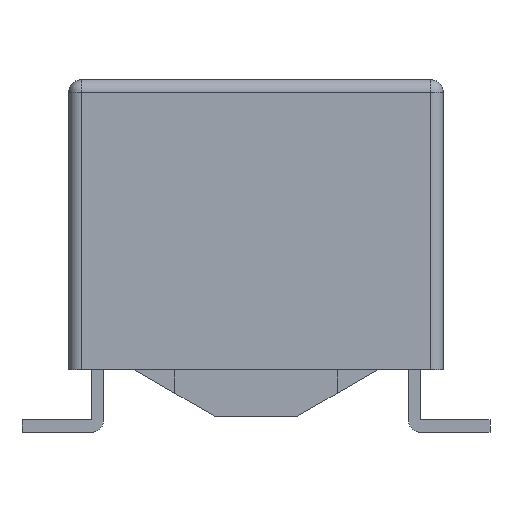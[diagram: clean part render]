
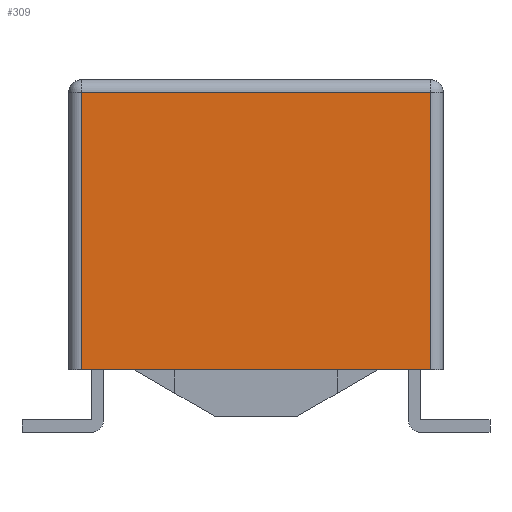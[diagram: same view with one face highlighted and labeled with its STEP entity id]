
A CAD part, left-side view. The second image highlights one B-rep face of the part: STEP entity #309.
In plain terms, the highlighted planar face has unit normal (-1, 0, 0).
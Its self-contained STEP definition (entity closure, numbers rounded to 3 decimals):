
#309=ADVANCED_FACE('',(#14034),#14036,.T.);
#14034=FACE_BOUND('',#14035,.T.);
#14035=EDGE_LOOP('',(#24815,#24816,#24817,#24818));
#14036=PLANE('',#14037);
#14037=AXIS2_PLACEMENT_3D('',#14038,#14039,#14040);
#14038=CARTESIAN_POINT('',(-5.,3.,1.));
#14039=DIRECTION('',(-1.,0.,0.));
#14040=DIRECTION('',(0.,-1.,0.));
#24815=ORIENTED_EDGE('',*,*,#33466,.F.);
#24816=ORIENTED_EDGE('',*,*,#33467,.F.);
#24817=ORIENTED_EDGE('',*,*,#33442,.T.);
#24818=ORIENTED_EDGE('',*,*,#33465,.T.);
#33442=EDGE_CURVE('',#37840,#37838,#37841,.T.);
#33465=EDGE_CURVE('',#37838,#37879,#37881,.T.);
#33466=EDGE_CURVE('',#37882,#37879,#37883,.T.);
#33467=EDGE_CURVE('',#37840,#37882,#37884,.T.);
#37838=VERTEX_POINT('',#45211);
#37840=VERTEX_POINT('',#45216);
#37841=LINE('',#45217,#45218);
#37879=VERTEX_POINT('',#45306);
#37881=LINE('',#45311,#45312);
#37882=VERTEX_POINT('',#45314);
#37883=LINE('',#45315,#45316);
#37884=LINE('',#45318,#45319);
#45211=CARTESIAN_POINT('',(-5.,-2.8,1.));
#45216=CARTESIAN_POINT('',(-5.,2.8,1.));
#45217=CARTESIAN_POINT('',(-5.,2.8,1.));
#45218=VECTOR('',#45219,1.);
#45219=DIRECTION('',(0.,-1.,0.));
#45306=CARTESIAN_POINT('',(-5.,-2.8,5.45));
#45311=CARTESIAN_POINT('',(-5.,-2.8,1.));
#45312=VECTOR('',#45313,1.);
#45313=DIRECTION('',(0.,0.,1.));
#45314=CARTESIAN_POINT('',(-5.,2.8,5.45));
#45315=CARTESIAN_POINT('',(-5.,2.8,5.45));
#45316=VECTOR('',#45317,1.);
#45317=DIRECTION('',(0.,-1.,0.));
#45318=CARTESIAN_POINT('',(-5.,2.8,1.));
#45319=VECTOR('',#45320,1.);
#45320=DIRECTION('',(0.,0.,1.));
